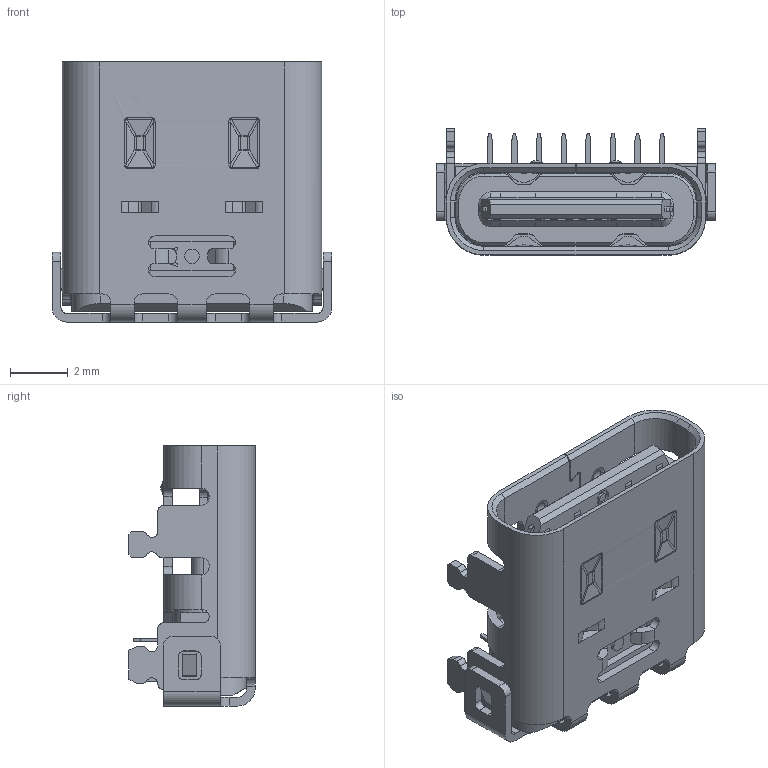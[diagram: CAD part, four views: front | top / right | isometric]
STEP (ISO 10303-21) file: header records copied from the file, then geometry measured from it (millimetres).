
FILE_DESCRIPTION((''),'2;1');
FILE_NAME('2137160001','2020-12-11T',('gga'),(''),'PRO/ENGINEER BY PARAMETRIC TECHNOLOGY CORPORATION, 2016010','PRO/ENGINEER BY PARAMETRIC TECHNOLOGY CORPORATION, 2016010','');
FILE_SCHEMA(('CONFIG_CONTROL_DESIGN'));
Length unit declared in the file: millimetre
Products named in the file (1): 2137160001
Bounding box: 9.64 x 4.36 x 8.97 mm (x, y, z)
Volume: 150.6 mm3; surface area: 564.2 mm2
Topology: 1 solids, 3 shells, 979 faces, 3352 edges, 2379 vertices
Faces by surface type: plane 647, cylinder 284, sphere 20, cone 12, torus 8, bspline 8
Entity records: 37933 total; most frequent: CARTESIAN_POINT 7941, ORIENTED_EDGE 6538, DIRECTION 6198, EDGE_CURVE 3269, VERTEX_POINT 2315, AXIS2_PLACEMENT_3D 2080, VECTOR 2038, LINE 2038
